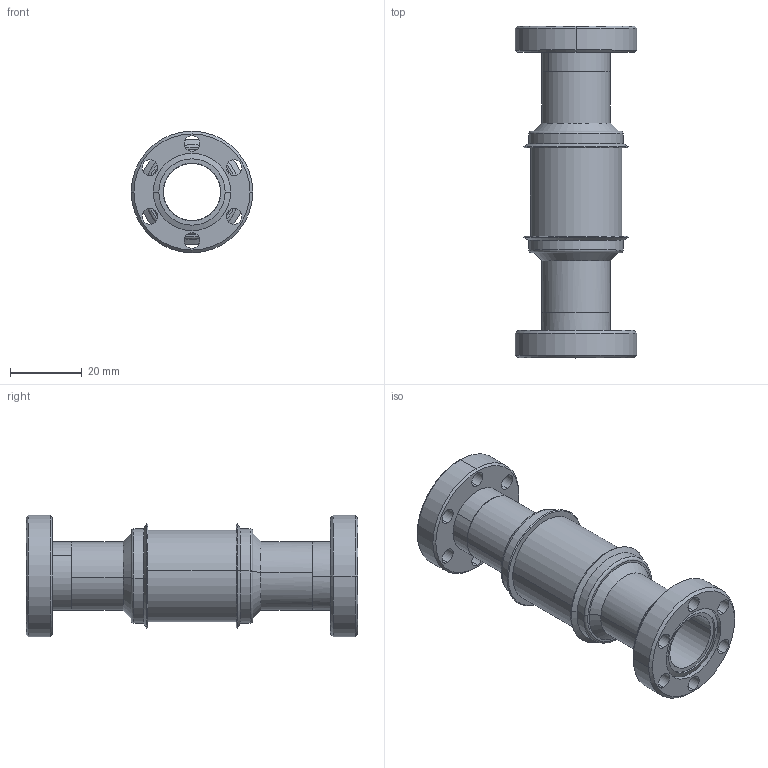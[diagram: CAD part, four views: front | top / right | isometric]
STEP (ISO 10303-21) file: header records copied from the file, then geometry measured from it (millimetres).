
FILE_DESCRIPTION (( 'STEP AP203' ), '1' );
FILE_NAME ('A0585-1-CF.STEP', '2019-12-13T19:37:52', ( '' ), ( '' ), 'SwSTEP 2.0', 'SolidWorks 2019', '' );
FILE_SCHEMA (( 'CONFIG_CONTROL_DESIGN' ));
Length unit declared in the file: inch
Products named in the file (2): A0585-1-CF
Bounding box: 33.78 x 92.2 x 33.78 mm (x, y, z)
Volume: 19087.5 mm3; surface area: 17566 mm2
Topology: 1 solids, 1 shells, 120 faces, 264 edges, 164 vertices
Faces by surface type: cylinder 68, cone 28, plane 20, torus 4
Entity records: 3557 total; most frequent: DIRECTION 676, CARTESIAN_POINT 550, ORIENTED_EDGE 528, AXIS2_PLACEMENT_3D 290, EDGE_CURVE 264, CIRCLE 168, EDGE_LOOP 164, VERTEX_POINT 164
